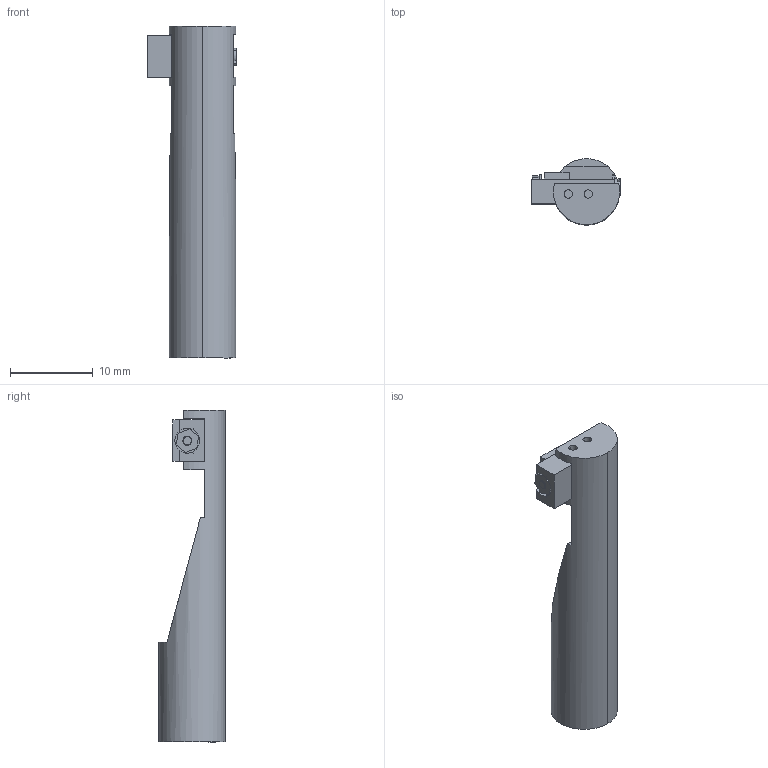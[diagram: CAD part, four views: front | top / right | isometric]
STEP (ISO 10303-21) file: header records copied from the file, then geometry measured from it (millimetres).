
FILE_DESCRIPTION (( 'STEP AP214' ), '1' );
FILE_NAME ('Assem1_4reto.STEP', '2019-05-21T17:10:03', ( '' ), ( '' ), 'SwSTEP 2.0', 'SolidWorks 2017', '' );
FILE_SCHEMA (( 'AUTOMOTIVE_DESIGN' ));
Length unit declared in the file: millimetre
Products named in the file (7): nut; Assem1_4reto; shuttle; holder_v01; washer_m1; screw_m1x10; drive
Assembly tree (7 placements, depth 2):
  Assem1_4reto
    drive
    shuttle
    washer_m1  x2
    screw_m1x10
    nut
    holder_v01
Bounding box: 10.7 x 8 x 40 mm (x, y, z)
Volume: 1450.4 mm3; surface area: 1420.3 mm2
Topology: 7 solids, 7 shells, 95 faces, 240 edges, 160 vertices
Faces by surface type: plane 65, cylinder 30
Entity records: 3099 total; most frequent: DIRECTION 490, CARTESIAN_POINT 485, ORIENTED_EDGE 456, EDGE_CURVE 228, AXIS2_PLACEMENT_3D 165, LINE 160, VECTOR 160, VERTEX_POINT 152
